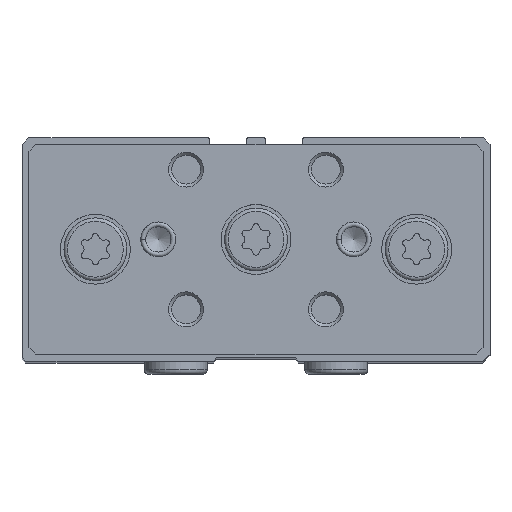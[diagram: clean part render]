
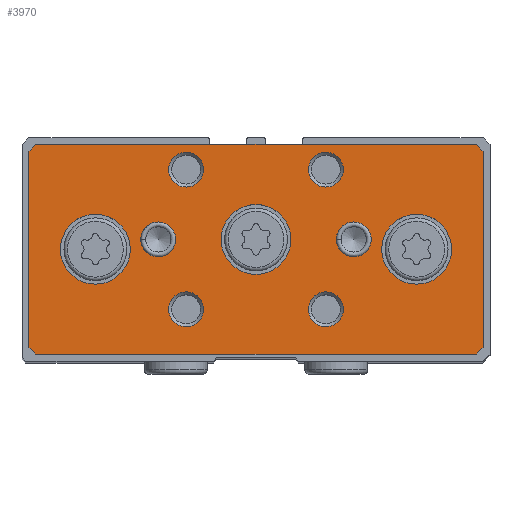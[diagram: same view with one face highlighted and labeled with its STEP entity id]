
A CAD part, top view. The second image highlights one B-rep face of the part: STEP entity #3970.
In plain terms, the highlighted face is planar.
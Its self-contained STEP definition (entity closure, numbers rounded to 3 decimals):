
#373=LINE('',#6737,#568);
#377=LINE('',#6746,#572);
#380=LINE('',#6752,#575);
#383=LINE('',#6758,#578);
#386=LINE('',#6764,#581);
#389=LINE('',#6770,#584);
#392=LINE('',#6776,#587);
#395=LINE('',#6782,#590);
#568=VECTOR('',#5469,1000.);
#572=VECTOR('',#5475,1000.);
#575=VECTOR('',#5480,1000.);
#578=VECTOR('',#5485,1000.);
#581=VECTOR('',#5490,1000.);
#584=VECTOR('',#5495,1000.);
#587=VECTOR('',#5500,1000.);
#590=VECTOR('',#5505,1000.);
#1235=ORIENTED_EDGE('',*,*,#1965,.F.);
#1236=ORIENTED_EDGE('',*,*,#1966,.F.);
#1237=ORIENTED_EDGE('',*,*,#1967,.F.);
#1238=ORIENTED_EDGE('',*,*,#1968,.F.);
#1239=ORIENTED_EDGE('',*,*,#1969,.F.);
#1240=ORIENTED_EDGE('',*,*,#1970,.F.);
#1241=ORIENTED_EDGE('',*,*,#1971,.F.);
#1242=ORIENTED_EDGE('',*,*,#1972,.F.);
#1243=ORIENTED_EDGE('',*,*,#1973,.F.);
#1244=ORIENTED_EDGE('',*,*,#1931,.T.);
#1245=ORIENTED_EDGE('',*,*,#1935,.T.);
#1246=ORIENTED_EDGE('',*,*,#1938,.T.);
#1247=ORIENTED_EDGE('',*,*,#1941,.T.);
#1248=ORIENTED_EDGE('',*,*,#1944,.T.);
#1249=ORIENTED_EDGE('',*,*,#1947,.T.);
#1250=ORIENTED_EDGE('',*,*,#1950,.T.);
#1251=ORIENTED_EDGE('',*,*,#1953,.T.);
#1931=EDGE_CURVE('',#2389,#2390,#373,.T.);
#1935=EDGE_CURVE('',#2390,#2393,#377,.T.);
#1938=EDGE_CURVE('',#2393,#2395,#380,.T.);
#1941=EDGE_CURVE('',#2395,#2397,#383,.T.);
#1944=EDGE_CURVE('',#2397,#2399,#386,.T.);
#1947=EDGE_CURVE('',#2399,#2401,#389,.T.);
#1950=EDGE_CURVE('',#2401,#2403,#392,.T.);
#1953=EDGE_CURVE('',#2403,#2389,#395,.T.);
#1965=EDGE_CURVE('',#2415,#2415,#2716,.T.);
#1966=EDGE_CURVE('',#2416,#2416,#2717,.T.);
#1967=EDGE_CURVE('',#2417,#2417,#2718,.T.);
#1968=EDGE_CURVE('',#2418,#2418,#2719,.T.);
#1969=EDGE_CURVE('',#2419,#2419,#2720,.T.);
#1970=EDGE_CURVE('',#2420,#2420,#2721,.T.);
#1971=EDGE_CURVE('',#2421,#2421,#2722,.T.);
#1972=EDGE_CURVE('',#2422,#2422,#2723,.T.);
#1973=EDGE_CURVE('',#2423,#2423,#2724,.T.);
#2389=VERTEX_POINT('',#6738);
#2390=VERTEX_POINT('',#6739);
#2393=VERTEX_POINT('',#6747);
#2395=VERTEX_POINT('',#6753);
#2397=VERTEX_POINT('',#6759);
#2399=VERTEX_POINT('',#6765);
#2401=VERTEX_POINT('',#6771);
#2403=VERTEX_POINT('',#6777);
#2415=VERTEX_POINT('',#6807);
#2416=VERTEX_POINT('',#6809);
#2417=VERTEX_POINT('',#6811);
#2418=VERTEX_POINT('',#6813);
#2419=VERTEX_POINT('',#6815);
#2420=VERTEX_POINT('',#6817);
#2421=VERTEX_POINT('',#6819);
#2422=VERTEX_POINT('',#6821);
#2423=VERTEX_POINT('',#6823);
#2716=CIRCLE('',#4491,5.);
#2717=CIRCLE('',#4492,5.);
#2718=CIRCLE('',#4493,5.);
#2719=CIRCLE('',#4494,2.5);
#2720=CIRCLE('',#4495,2.5);
#2721=CIRCLE('',#4496,2.5);
#2722=CIRCLE('',#4497,2.5);
#2723=CIRCLE('',#4498,2.5);
#2724=CIRCLE('',#4499,2.5);
#3093=EDGE_LOOP('',(#1235));
#3094=EDGE_LOOP('',(#1236));
#3095=EDGE_LOOP('',(#1237));
#3096=EDGE_LOOP('',(#1238));
#3097=EDGE_LOOP('',(#1239));
#3098=EDGE_LOOP('',(#1240));
#3099=EDGE_LOOP('',(#1241));
#3100=EDGE_LOOP('',(#1242));
#3101=EDGE_LOOP('',(#1243));
#3102=EDGE_LOOP('',(#1244,#1245,#1246,#1247,#1248,#1249,#1250,#1251));
#3547=FACE_BOUND('',#3093,.T.);
#3548=FACE_BOUND('',#3094,.T.);
#3549=FACE_BOUND('',#3095,.T.);
#3550=FACE_BOUND('',#3096,.T.);
#3551=FACE_BOUND('',#3097,.T.);
#3552=FACE_BOUND('',#3098,.T.);
#3553=FACE_BOUND('',#3099,.T.);
#3554=FACE_BOUND('',#3100,.T.);
#3555=FACE_BOUND('',#3101,.T.);
#3556=FACE_BOUND('',#3102,.T.);
#3781=PLANE('',#4490);
#3970=ADVANCED_FACE('',(#3547,#3548,#3549,#3550,#3551,#3552,#3553,#3554,
#3555,#3556),#3781,.T.);
#4490=AXIS2_PLACEMENT_3D('',#6805,#5527,#5528);
#4491=AXIS2_PLACEMENT_3D('',#6806,#5529,#5530);
#4492=AXIS2_PLACEMENT_3D('',#6808,#5531,#5532);
#4493=AXIS2_PLACEMENT_3D('',#6810,#5533,#5534);
#4494=AXIS2_PLACEMENT_3D('',#6812,#5535,#5536);
#4495=AXIS2_PLACEMENT_3D('',#6814,#5537,#5538);
#4496=AXIS2_PLACEMENT_3D('',#6816,#5539,#5540);
#4497=AXIS2_PLACEMENT_3D('',#6818,#5541,#5542);
#4498=AXIS2_PLACEMENT_3D('',#6820,#5543,#5544);
#4499=AXIS2_PLACEMENT_3D('',#6822,#5545,#5546);
#5469=DIRECTION('',(0.,-1.,0.));
#5475=DIRECTION('',(0.,-0.707,-0.707));
#5480=DIRECTION('',(0.,0.,-1.));
#5485=DIRECTION('',(0.,0.707,-0.707));
#5490=DIRECTION('',(0.,1.,0.));
#5495=DIRECTION('',(0.,0.707,0.707));
#5500=DIRECTION('',(0.,0.,1.));
#5505=DIRECTION('',(0.,-0.707,0.707));
#5527=DIRECTION('',(1.,0.,0.));
#5528=DIRECTION('',(0.,0.,-1.));
#5529=DIRECTION('',(1.,0.,0.));
#5530=DIRECTION('',(0.,0.,-1.));
#5531=DIRECTION('',(1.,0.,0.));
#5532=DIRECTION('',(0.,0.,-1.));
#5533=DIRECTION('',(1.,0.,0.));
#5534=DIRECTION('',(0.,0.,-1.));
#5535=DIRECTION('',(1.,0.,0.));
#5536=DIRECTION('',(0.,0.,-1.));
#5537=DIRECTION('',(1.,0.,0.));
#5538=DIRECTION('',(0.,0.,-1.));
#5539=DIRECTION('',(1.,0.,0.));
#5540=DIRECTION('',(0.,0.,-1.));
#5541=DIRECTION('',(1.,0.,0.));
#5542=DIRECTION('',(0.,0.,-1.));
#5543=DIRECTION('',(1.,0.,0.));
#5544=DIRECTION('',(0.,0.,-1.));
#5545=DIRECTION('',(1.,0.,0.));
#5546=DIRECTION('',(0.,0.,-1.));
#6737=CARTESIAN_POINT('',(12.,12.6,32.5));
#6738=CARTESIAN_POINT('',(12.,12.6,32.5));
#6739=CARTESIAN_POINT('',(12.,-15.4,32.5));
#6746=CARTESIAN_POINT('',(12.,-15.4,32.5));
#6747=CARTESIAN_POINT('',(12.,-16.4,31.5));
#6752=CARTESIAN_POINT('',(12.,-16.4,31.5));
#6753=CARTESIAN_POINT('',(12.,-16.4,-31.5));
#6758=CARTESIAN_POINT('',(12.,-16.4,-31.5));
#6759=CARTESIAN_POINT('',(12.,-15.4,-32.5));
#6764=CARTESIAN_POINT('',(12.,-15.4,-32.5));
#6765=CARTESIAN_POINT('',(12.,12.6,-32.5));
#6770=CARTESIAN_POINT('',(12.,12.6,-32.5));
#6771=CARTESIAN_POINT('',(12.,13.6,-31.5));
#6776=CARTESIAN_POINT('',(12.,13.6,-31.5));
#6777=CARTESIAN_POINT('',(12.,13.6,31.5));
#6782=CARTESIAN_POINT('',(12.,13.6,31.5));
#6805=CARTESIAN_POINT('',(12.,0.,0.));
#6806=CARTESIAN_POINT('',(12.,-1.4,23.));
#6807=CARTESIAN_POINT('',(12.,-1.4,18.));
#6808=CARTESIAN_POINT('',(12.,-1.4,-23.));
#6809=CARTESIAN_POINT('',(12.,-1.4,-28.));
#6810=CARTESIAN_POINT('',(12.,0.,0.));
#6811=CARTESIAN_POINT('',(12.,0.,-5.));
#6812=CARTESIAN_POINT('',(12.,0.,14.));
#6813=CARTESIAN_POINT('',(12.,0.,11.5));
#6814=CARTESIAN_POINT('',(12.,0.,-14.));
#6815=CARTESIAN_POINT('',(12.,0.,-16.5));
#6816=CARTESIAN_POINT('',(12.,-10.,10.));
#6817=CARTESIAN_POINT('',(12.,-10.,7.5));
#6818=CARTESIAN_POINT('',(12.,-10.,-10.));
#6819=CARTESIAN_POINT('',(12.,-10.,-12.5));
#6820=CARTESIAN_POINT('',(12.,10.,10.));
#6821=CARTESIAN_POINT('',(12.,10.,7.5));
#6822=CARTESIAN_POINT('',(12.,10.,-10.));
#6823=CARTESIAN_POINT('',(12.,10.,-12.5));
